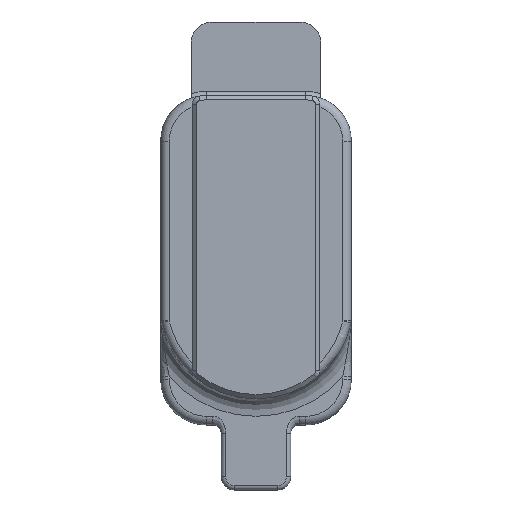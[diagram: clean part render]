
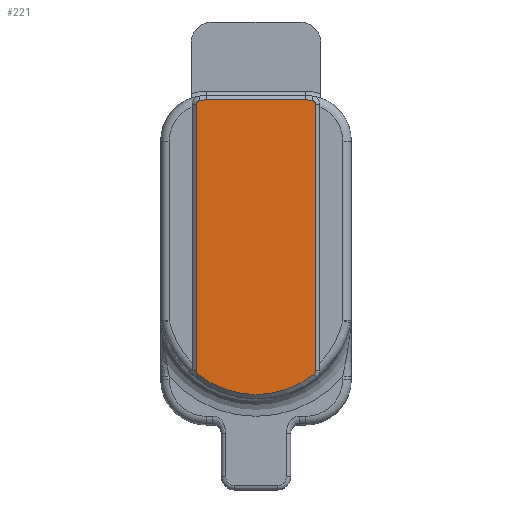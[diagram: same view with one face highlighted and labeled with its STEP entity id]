
A CAD part, top view. The second image highlights one B-rep face of the part: STEP entity #221.
In plain terms, the highlighted planar face has unit normal (0, 0, 1).
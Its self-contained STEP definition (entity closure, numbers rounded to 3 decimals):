
#4 = CARTESIAN_POINT ( 'NONE',  ( 12.75, -16.053, 24. ) ) ;
#85 = VERTEX_POINT ( 'NONE', #1186 ) ;
#163 = CARTESIAN_POINT ( 'NONE',  ( -12.897, 46.397, 24. ) ) ;
#221 = ADVANCED_FACE ( 'NONE', ( #3072 ), #5318, .F. ) ;
#327 = EDGE_CURVE ( 'NONE', #85, #8507, #3875, .T. ) ;
#451 = VERTEX_POINT ( 'NONE', #7675 ) ;
#461 = CARTESIAN_POINT ( 'NONE',  ( 11.5, 37., 24. ) ) ;
#557 = VECTOR ( 'NONE', #5873, 1000. ) ;
#692 = VERTEX_POINT ( 'NONE', #163 ) ;
#819 = DIRECTION ( 'NONE',  ( -1., 0., 0. ) ) ;
#956 = VERTEX_POINT ( 'NONE', #6367 ) ;
#976 = EDGE_LOOP ( 'NONE', ( #7692, #5594, #6449, #4918, #2785, #8145, #6075, #1167, #3187, #8501 ) ) ;
#1039 = EDGE_CURVE ( 'NONE', #5128, #3409, #3712, .T. ) ;
#1167 = ORIENTED_EDGE ( 'NONE', *, *, #327, .T. ) ;
#1186 = CARTESIAN_POINT ( 'NONE',  ( 13.372, -16.836, 24. ) ) ;
#1550 = DIRECTION ( 'NONE',  ( -1., 0., 0. ) ) ;
#1652 = CIRCLE ( 'NONE', #1812, 1. ) ;
#1681 = DIRECTION ( 'NONE',  ( 0., 0., 1. ) ) ;
#1726 = AXIS2_PLACEMENT_3D ( 'NONE', #7529, #6642, #5757 ) ;
#1812 = AXIS2_PLACEMENT_3D ( 'NONE', #7434, #6551, #5671 ) ;
#1888 = DIRECTION ( 'NONE',  ( -1., 0., 0. ) ) ;
#2181 = EDGE_CURVE ( 'NONE', #5642, #451, #8515, .T. ) ;
#2247 = CARTESIAN_POINT ( 'NONE',  ( -13.75, -16.053, 24. ) ) ;
#2348 = CIRCLE ( 'NONE', #1726, 1. ) ;
#2378 = AXIS2_PLACEMENT_3D ( 'NONE', #461, #8258, #7374 ) ;
#2382 = AXIS2_PLACEMENT_3D ( 'NONE', #4, #2447, #1550 ) ;
#2447 = DIRECTION ( 'NONE',  ( 0., 0., 1. ) ) ;
#2581 = CARTESIAN_POINT ( 'NONE',  ( 0., 0., 24. ) ) ;
#2739 = EDGE_CURVE ( 'NONE', #3704, #5128, #6149, .T. ) ;
#2785 = ORIENTED_EDGE ( 'NONE', *, *, #4846, .T. ) ;
#2799 = CARTESIAN_POINT ( 'NONE',  ( -11.5, 46.5, 24. ) ) ;
#3072 = FACE_OUTER_BOUND ( 'NONE', #976, .T. ) ;
#3170 = EDGE_CURVE ( 'NONE', #451, #85, #6631, .T. ) ;
#3187 = ORIENTED_EDGE ( 'NONE', *, *, #7565, .T. ) ;
#3409 = VERTEX_POINT ( 'NONE', #4073 ) ;
#3419 = EDGE_CURVE ( 'NONE', #956, #3704, #1652, .T. ) ;
#3500 = VECTOR ( 'NONE', #1888, 1000. ) ;
#3580 = DIRECTION ( 'NONE',  ( -1., 0., 0. ) ) ;
#3704 = VERTEX_POINT ( 'NONE', #6073 ) ;
#3712 = LINE ( 'NONE', #2799, #3500 ) ;
#3875 = CIRCLE ( 'NONE', #2382, 1. ) ;
#4028 = DIRECTION ( 'NONE',  ( -1., 0., 0. ) ) ;
#4053 = DIRECTION ( 'NONE',  ( 0., 1., 0. ) ) ;
#4073 = CARTESIAN_POINT ( 'NONE',  ( -11.5, 46.5, 24. ) ) ;
#4120 = EDGE_CURVE ( 'NONE', #3409, #692, #6928, .T. ) ;
#4486 = DIRECTION ( 'NONE',  ( 0., 0., 1. ) ) ;
#4616 = VECTOR ( 'NONE', #4053, 1000. ) ;
#4846 = EDGE_CURVE ( 'NONE', #6482, #5642, #7654, .T. ) ;
#4918 = ORIENTED_EDGE ( 'NONE', *, *, #5462, .T. ) ;
#4946 = DIRECTION ( 'NONE',  ( 0., 0., 1. ) ) ;
#4973 = CARTESIAN_POINT ( 'NONE',  ( 13.75, 45.408, 24. ) ) ;
#5011 = CARTESIAN_POINT ( 'NONE',  ( -13.75, 45.408, 24. ) ) ;
#5070 = AXIS2_PLACEMENT_3D ( 'NONE', #5387, #4486, #3580 ) ;
#5128 = VERTEX_POINT ( 'NONE', #8250 ) ;
#5136 = AXIS2_PLACEMENT_3D ( 'NONE', #7778, #6888, #5997 ) ;
#5234 = AXIS2_PLACEMENT_3D ( 'NONE', #2581, #1681, #819 ) ;
#5318 = PLANE ( 'NONE',  #5136 ) ;
#5387 = CARTESIAN_POINT ( 'NONE',  ( -11.5, 37., 24. ) ) ;
#5462 = EDGE_CURVE ( 'NONE', #692, #6482, #2348, .T. ) ;
#5594 = ORIENTED_EDGE ( 'NONE', *, *, #1039, .T. ) ;
#5642 = VERTEX_POINT ( 'NONE', #2247 ) ;
#5671 = DIRECTION ( 'NONE',  ( -1., 0., 0. ) ) ;
#5757 = DIRECTION ( 'NONE',  ( -1., 0., 0. ) ) ;
#5826 = CARTESIAN_POINT ( 'NONE',  ( -12.75, -16.053, 24. ) ) ;
#5855 = LINE ( 'NONE', #4973, #4616 ) ;
#5873 = DIRECTION ( 'NONE',  ( 0., -1., 0. ) ) ;
#5997 = DIRECTION ( 'NONE',  ( -1., 0., 0. ) ) ;
#6073 = CARTESIAN_POINT ( 'NONE',  ( 12.897, 46.397, 24. ) ) ;
#6075 = ORIENTED_EDGE ( 'NONE', *, *, #3170, .T. ) ;
#6149 = CIRCLE ( 'NONE', #2378, 9.5 ) ;
#6367 = CARTESIAN_POINT ( 'NONE',  ( 13.75, 45.408, 24. ) ) ;
#6449 = ORIENTED_EDGE ( 'NONE', *, *, #4120, .T. ) ;
#6482 = VERTEX_POINT ( 'NONE', #5011 ) ;
#6551 = DIRECTION ( 'NONE',  ( 0., 0., 1. ) ) ;
#6631 = CIRCLE ( 'NONE', #5234, 21.5 ) ;
#6642 = DIRECTION ( 'NONE',  ( 0., 0., 1. ) ) ;
#6758 = CARTESIAN_POINT ( 'NONE',  ( -13.75, -16.053, 24. ) ) ;
#6888 = DIRECTION ( 'NONE',  ( 0., 0., -1. ) ) ;
#6928 = CIRCLE ( 'NONE', #5070, 9.5 ) ;
#7374 = DIRECTION ( 'NONE',  ( -1., 0., 0. ) ) ;
#7434 = CARTESIAN_POINT ( 'NONE',  ( 12.75, 45.408, 24. ) ) ;
#7529 = CARTESIAN_POINT ( 'NONE',  ( -12.75, 45.408, 24. ) ) ;
#7565 = EDGE_CURVE ( 'NONE', #8507, #956, #5855, .T. ) ;
#7654 = LINE ( 'NONE', #6758, #557 ) ;
#7675 = CARTESIAN_POINT ( 'NONE',  ( -13.372, -16.836, 24. ) ) ;
#7692 = ORIENTED_EDGE ( 'NONE', *, *, #2739, .T. ) ;
#7778 = CARTESIAN_POINT ( 'NONE',  ( -11.5, -18., 24. ) ) ;
#8071 = AXIS2_PLACEMENT_3D ( 'NONE', #5826, #4946, #4028 ) ;
#8145 = ORIENTED_EDGE ( 'NONE', *, *, #2181, .T. ) ;
#8250 = CARTESIAN_POINT ( 'NONE',  ( 11.5, 46.5, 24. ) ) ;
#8258 = DIRECTION ( 'NONE',  ( 0., 0., 1. ) ) ;
#8501 = ORIENTED_EDGE ( 'NONE', *, *, #3419, .T. ) ;
#8507 = VERTEX_POINT ( 'NONE', #8535 ) ;
#8515 = CIRCLE ( 'NONE', #8071, 1. ) ;
#8535 = CARTESIAN_POINT ( 'NONE',  ( 13.75, -16.053, 24. ) ) ;
